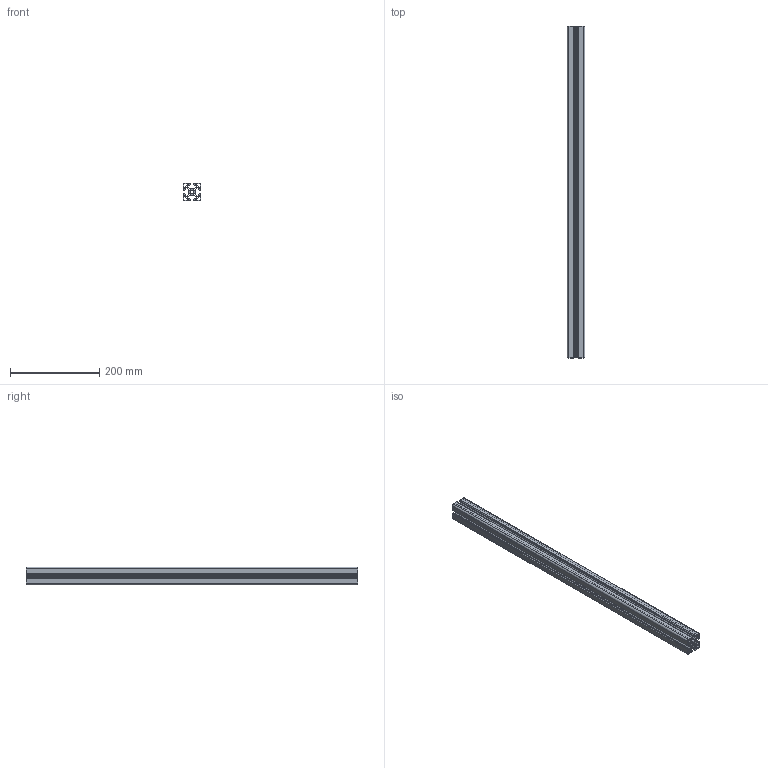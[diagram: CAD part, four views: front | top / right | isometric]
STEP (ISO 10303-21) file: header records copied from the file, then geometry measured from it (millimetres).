
FILE_DESCRIPTION(('STEP AP214'),'1');
FILE_NAME('cctmp_006E1FBF-4108-4FFC-A3DB-A6870B77E70C_2019_11_9_13_55_23_451..stp','2019-11-09T12:55:23',('item Industrietechnik GmbH'),('CADClick - www.CADClick.com'),'Spatial InterOp 3D',' ','unknown authorization');
FILE_SCHEMA(('AUTOMOTIVE_DESIGN'));
Length unit declared in the file: millimetre
Products named in the file (1): item_7000009_Profile 8 40x40 E_L=742
Bounding box: 40 x 742 x 40 mm (x, y, z)
Volume: 383956.4 mm3; surface area: 432103.6 mm2
Topology: 1 solids, 1 shells, 228 faces, 678 edges, 452 vertices
Faces by surface type: cylinder 134, plane 94
Entity records: 9634 total; most frequent: DIRECTION 1404, CARTESIAN_POINT 1359, ORIENTED_EDGE 1356, EDGE_CURVE 678, AXIS2_PLACEMENT_3D 497, VERTEX_POINT 452, LINE 410, VECTOR 410
